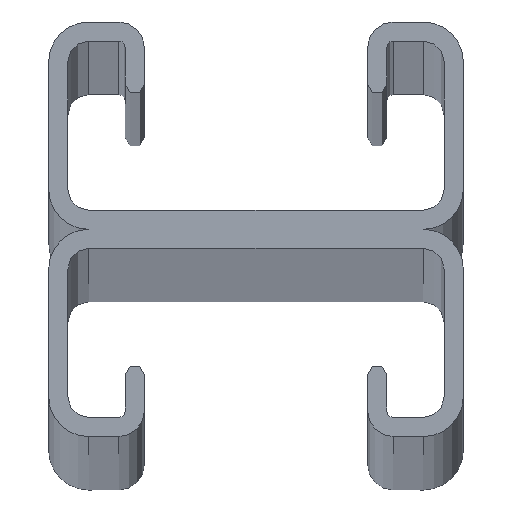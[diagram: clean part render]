
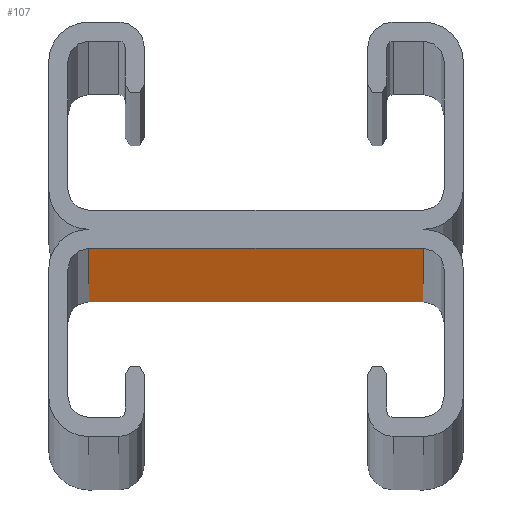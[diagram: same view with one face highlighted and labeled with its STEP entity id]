
A CAD part, top view. The second image highlights one B-rep face of the part: STEP entity #107.
In plain terms, the highlighted planar face has unit normal (0, -1, 0).
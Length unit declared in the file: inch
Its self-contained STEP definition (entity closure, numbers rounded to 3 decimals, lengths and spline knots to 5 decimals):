
#107=ADVANCED_FACE('',(#250),#251,.T.);
#250=FACE_OUTER_BOUND('',#426,.T.);
#251=PLANE('',#427);
#426=EDGE_LOOP('',(#661,#662,#663,#664));
#427=AXIS2_PLACEMENT_3D('',#665,#666,#667);
#661=ORIENTED_EDGE('',*,*,#1168,.T.);
#662=ORIENTED_EDGE('',*,*,#1169,.F.);
#663=ORIENTED_EDGE('',*,*,#1170,.T.);
#664=ORIENTED_EDGE('',*,*,#1171,.T.);
#665=CARTESIAN_POINT('',(0.78125,0.7375,0.0));
#666=DIRECTION('',(0.0,-1.0,0.0));
#667=DIRECTION('',(1.0,0.0,0.0));
#1168=EDGE_CURVE('',#1433,#1434,#1435,.T.);
#1169=EDGE_CURVE('',#1436,#1434,#1437,.T.);
#1170=EDGE_CURVE('',#1436,#1438,#1439,.T.);
#1171=EDGE_CURVE('',#1438,#1433,#1440,.T.);
#1433=VERTEX_POINT('',#1799);
#1434=VERTEX_POINT('',#1800);
#1435=LINE('',#1801,#1802);
#1436=VERTEX_POINT('',#1803);
#1437=LINE('',#1804,#1805);
#1438=VERTEX_POINT('',#1806);
#1439=LINE('',#1807,#1808);
#1440=LINE('',#1809,#1810);
#1799=CARTESIAN_POINT('',(1.43775,0.7375,120.0));
#1800=CARTESIAN_POINT('',(0.12475,0.7375,120.0));
#1801=CARTESIAN_POINT('',(0.12475,0.7375,120.0));
#1802=VECTOR('',#2153,1.0);
#1803=CARTESIAN_POINT('',(0.12475,0.7375,0.0));
#1804=CARTESIAN_POINT('',(0.12475,0.7375,0.0));
#1805=VECTOR('',#2154,1.0);
#1806=CARTESIAN_POINT('',(1.43775,0.7375,0.0));
#1807=CARTESIAN_POINT('',(0.12475,0.7375,0.0));
#1808=VECTOR('',#2155,1.0);
#1809=CARTESIAN_POINT('',(1.43775,0.7375,0.0));
#1810=VECTOR('',#2156,1.0);
#2153=DIRECTION('',(-1.0,-0.0,-0.0));
#2154=DIRECTION('',(0.0,0.0,1.0));
#2155=DIRECTION('',(1.0,0.0,0.0));
#2156=DIRECTION('',(0.0,0.0,1.0));
